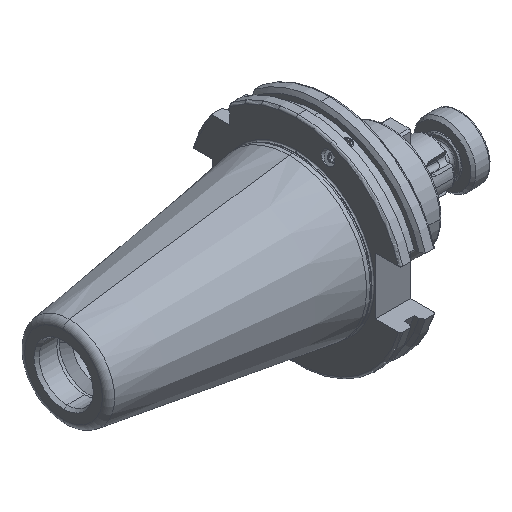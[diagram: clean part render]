
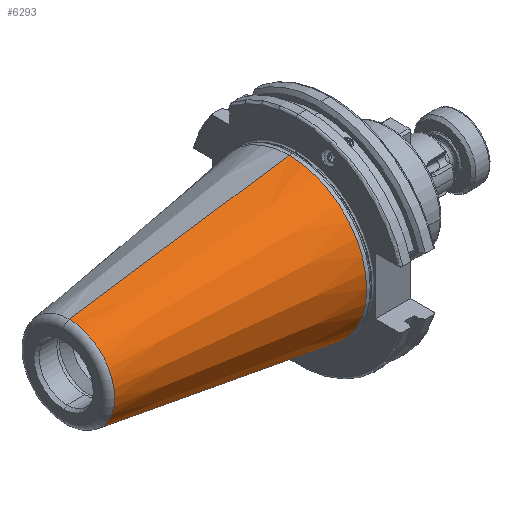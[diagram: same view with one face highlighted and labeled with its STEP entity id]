
A CAD part, isometric view. The second image highlights one B-rep face of the part: STEP entity #6293.
In plain terms, the highlighted conical face has half-angle 8.297 degrees and reference radius 34.925 mm.
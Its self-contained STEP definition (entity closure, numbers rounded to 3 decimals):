
#254 = CARTESIAN_POINT ( 'NONE',  ( -99.183, 0., 0. ) ) ;
#364 = AXIS2_PLACEMENT_3D ( 'NONE', #3759, #10932, #9920 ) ;
#373 = ORIENTED_EDGE ( 'NONE', *, *, #5150, .T. ) ;
#1094 = EDGE_CURVE ( 'NONE', #9885, #7680, #7074, .T. ) ;
#1330 = ORIENTED_EDGE ( 'NONE', *, *, #8275, .T. ) ;
#1785 = FACE_OUTER_BOUND ( 'NONE', #8555, .T. ) ;
#2223 = CONICAL_SURFACE ( 'NONE', #7356, 34.925, 0.145 ) ;
#3759 = CARTESIAN_POINT ( 'NONE',  ( 0., 0., 0. ) ) ;
#3821 = CARTESIAN_POINT ( 'NONE',  ( 0., -34.925, 0. ) ) ;
#3867 = DIRECTION ( 'NONE',  ( 0., 1., 0. ) ) ;
#4513 = ORIENTED_EDGE ( 'NONE', *, *, #6633, .F. ) ;
#5150 = EDGE_CURVE ( 'NONE', #9885, #12626, #9797, .T. ) ;
#5338 = DIRECTION ( 'NONE',  ( 0., -1., 0. ) ) ;
#5563 = DIRECTION ( 'NONE',  ( 0.99, 0.144, 0. ) ) ;
#5863 = DIRECTION ( 'NONE',  ( 1., 0., 0. ) ) ;
#6293 = ADVANCED_FACE ( 'NONE', ( #1785 ), #2223, .T. ) ;
#6633 = EDGE_CURVE ( 'NONE', #7680, #7465, #7869, .T. ) ;
#6923 = VECTOR ( 'NONE', #11024, 1000. ) ;
#7074 = CIRCLE ( 'NONE', #12438, 20.461 ) ;
#7269 = DIRECTION ( 'NONE',  ( -1., 0., 0. ) ) ;
#7356 = AXIS2_PLACEMENT_3D ( 'NONE', #10032, #5863, #3867 ) ;
#7465 = VERTEX_POINT ( 'NONE', #3821 ) ;
#7680 = VERTEX_POINT ( 'NONE', #9637 ) ;
#7869 = LINE ( 'NONE', #10084, #6923 ) ;
#8275 = EDGE_CURVE ( 'NONE', #12626, #7465, #9980, .T. ) ;
#8555 = EDGE_LOOP ( 'NONE', ( #4513, #10350, #373, #1330 ) ) ;
#8667 = CARTESIAN_POINT ( 'NONE',  ( 0., 34.925, 0. ) ) ;
#9637 = CARTESIAN_POINT ( 'NONE',  ( -99.183, -20.461, 0. ) ) ;
#9797 = LINE ( 'NONE', #12868, #12198 ) ;
#9885 = VERTEX_POINT ( 'NONE', #12865 ) ;
#9920 = DIRECTION ( 'NONE',  ( 0., -1., 0. ) ) ;
#9980 = CIRCLE ( 'NONE', #364, 34.925 ) ;
#10032 = CARTESIAN_POINT ( 'NONE',  ( 0., 0., 0. ) ) ;
#10084 = CARTESIAN_POINT ( 'NONE',  ( 0., -34.925, 0. ) ) ;
#10350 = ORIENTED_EDGE ( 'NONE', *, *, #1094, .F. ) ;
#10932 = DIRECTION ( 'NONE',  ( -1., 0., 0. ) ) ;
#11024 = DIRECTION ( 'NONE',  ( 0.99, -0.144, 0. ) ) ;
#12198 = VECTOR ( 'NONE', #5563, 1000. ) ;
#12438 = AXIS2_PLACEMENT_3D ( 'NONE', #254, #7269, #5338 ) ;
#12626 = VERTEX_POINT ( 'NONE', #8667 ) ;
#12865 = CARTESIAN_POINT ( 'NONE',  ( -99.183, 20.461, 0. ) ) ;
#12868 = CARTESIAN_POINT ( 'NONE',  ( 0., 34.925, 0. ) ) ;
